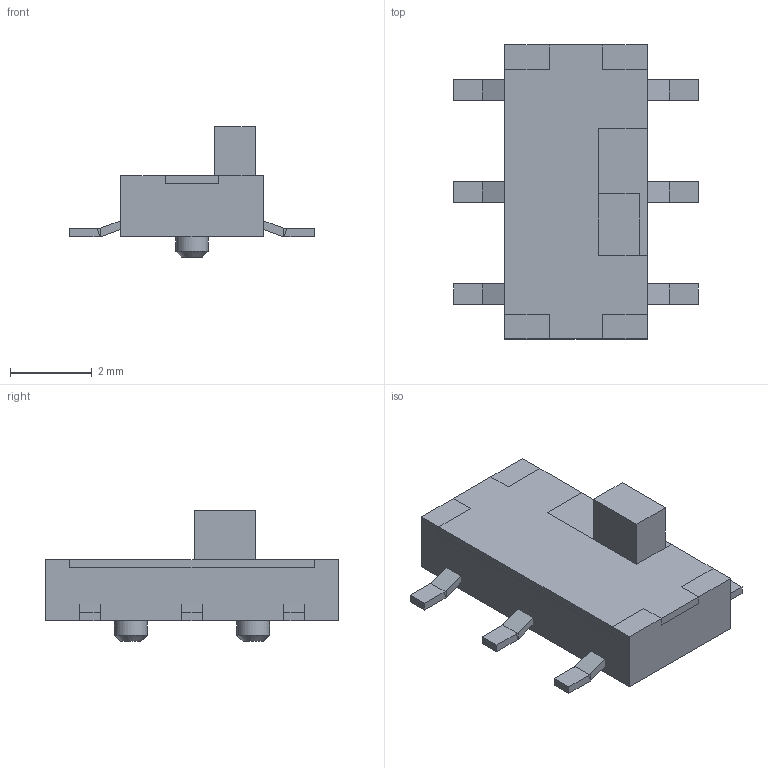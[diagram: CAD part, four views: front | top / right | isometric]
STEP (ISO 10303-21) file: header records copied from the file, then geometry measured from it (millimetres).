
FILE_DESCRIPTION(('FreeCAD Model'),'2;1');
FILE_NAME('CK_AYZ0202AGRLC_cp.step','2019-09-28T02:08:04',( 'kicad StepUp'),('ksu MCAD'),'Open CASCADE STEP processor 7.3', 'FreeCAD','Unknown');
FILE_SCHEMA(('AUTOMOTIVE_DESIGN { 1 0 10303 214 1 1 1 1 }'));
Length unit declared in the file: millimetre
Products named in the file (1): CK_AYZ0202AGRLC_cp
Bounding box: 6 x 7.2 x 3.2 mm (x, y, z)
Volume: 41.2 mm3; surface area: 152.2 mm2
Topology: 11 solids, 11 shells, 126 faces, 286 edges, 182 vertices
Faces by surface type: plane 122, cylinder 2, cone 2
Full cylindrical faces by diameter (mm): 0.8 x2
Entity records: 4303 total; most frequent: CARTESIAN_POINT 595, ORIENTED_EDGE 572, DIRECTION 546, EDGE_CURVE 286, LINE 280, VECTOR 280, VERTEX_POINT 182, AXIS2_PLACEMENT_3D 133
